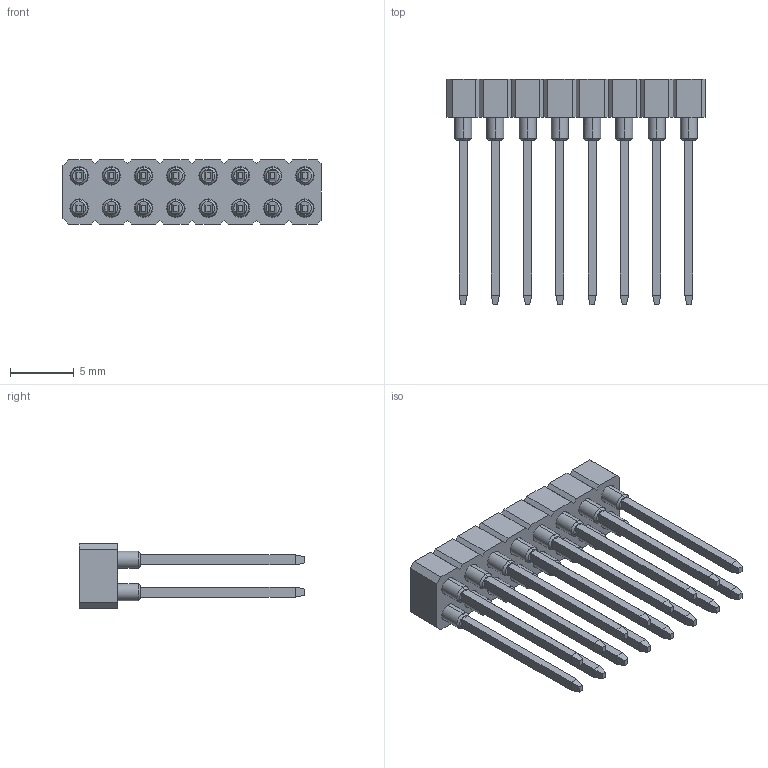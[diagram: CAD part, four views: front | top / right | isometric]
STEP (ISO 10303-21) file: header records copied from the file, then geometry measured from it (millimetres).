
FILE_DESCRIPTION( ('This file contains a STEP AP42 implementation' ,'as created by ZW3D STEP Interface translator.') ,'2;1' );
FILE_NAME( '3520-302XXSXX178X1.stp' ,'231016.144017', (''), ('ZWCAD Software Co.'), 'Version 1.0', 'ZW3D to STEP translator', '' );
FILE_SCHEMA(('AUTOMOTIVE_DESIGN { 1 0 10303 214 1 1 1 1 }'));
Length unit declared in the file: millimetre
Products named in the file (2): 0; 3520-302xxsxx074x1_asm
Bounding box: 20.32 x 17.74 x 5.08 mm (x, y, z)
Volume: 382.2 mm3; surface area: 1739.6 mm2
Topology: 1 solids, 17 shells, 1156 faces, 2838 edges, 1764 vertices
Faces by surface type: plane 548, cylinder 304, cone 240, bspline 64
Full cylindrical faces by diameter (mm): 1.45 x32, 1.88 x16
Entity records: 39418 total; most frequent: CARTESIAN_POINT 12239, ORIENTED_EDGE 5580, DIRECTION 5088, EDGE_CURVE 2790, AXIS2_PLACEMENT_3D 1973, VERTEX_POINT 1764, EDGE_LOOP 1284, FACE_OUTER_BOUND 1156
